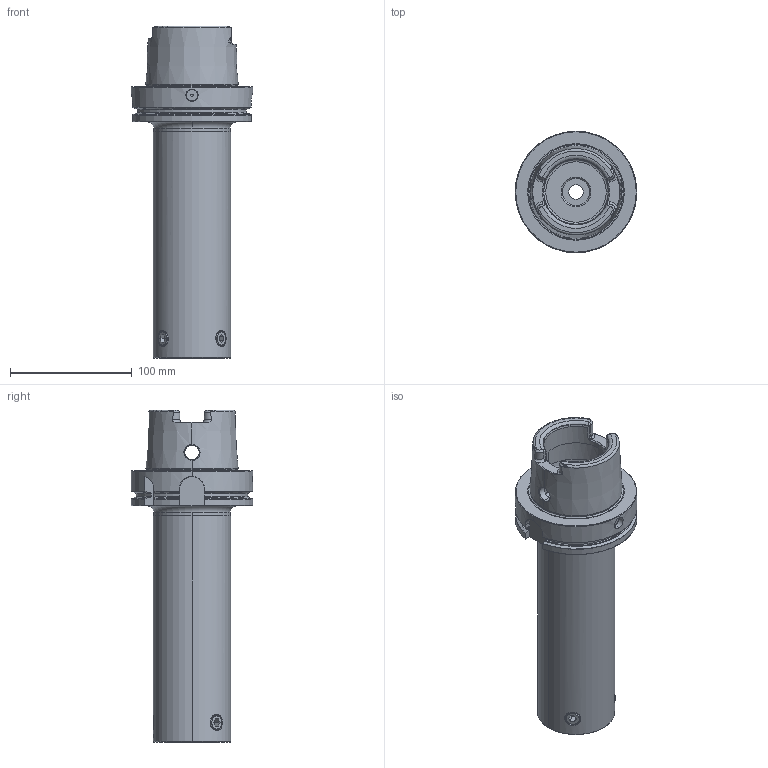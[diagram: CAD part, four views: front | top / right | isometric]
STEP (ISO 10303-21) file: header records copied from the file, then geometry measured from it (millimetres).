
FILE_DESCRIPTION(('no description'),'unknown implementation level');
FILE_NAME('7302F407-7FCF-4E15-896B-6D350E0A0F5C_export.stp',' ',('CIMSOURCE GmbH'),('CADClick - KiM GmbH - www.kimweb.de'),'unknown preprocess','ACIS','unknown authorization');
FILE_SCHEMA(('automotive_design'));
Length unit declared in the file: millimetre
Products named in the file (4): 324.566N Kaiser HSK-A100xCKN6x260|690.436 Kaiser ETL M12 X 18 CK6;Schnitt-Linear austragen2; 324.566N Kaiser HSK-A100xCKN6x260|324.566N Kaiser HSK-A100xCKN6x260;Verrundung1
Bounding box: 99.93 x 99.93 x 272.9 mm (x, y, z)
Volume: 768983.2 mm3; surface area: 106033.9 mm2
Topology: 4 solids, 4 shells, 361 faces, 907 edges, 551 vertices
Faces by surface type: cone 111, plane 108, cylinder 90, torus 36, bspline 16
Entity records: 24218 total; most frequent: CARTESIAN_POINT 5669, STYLED_ITEM 1813, PRESENTATION_STYLE_ASSIGNMENT 1813, COLOUR_RGB 1813, ORIENTED_EDGE 1794, DIRECTION 1720, EDGE_CURVE 897, CURVE_STYLE 897
